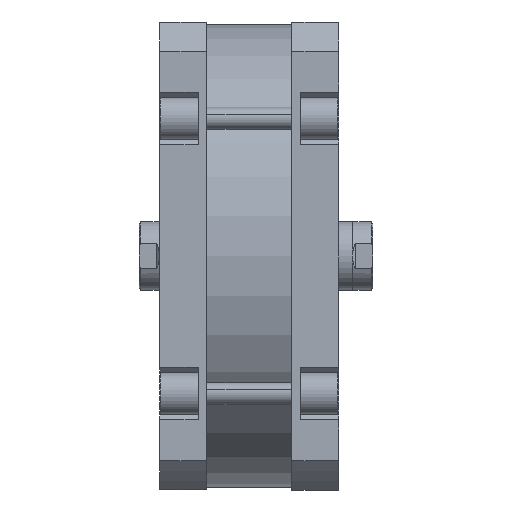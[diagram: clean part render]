
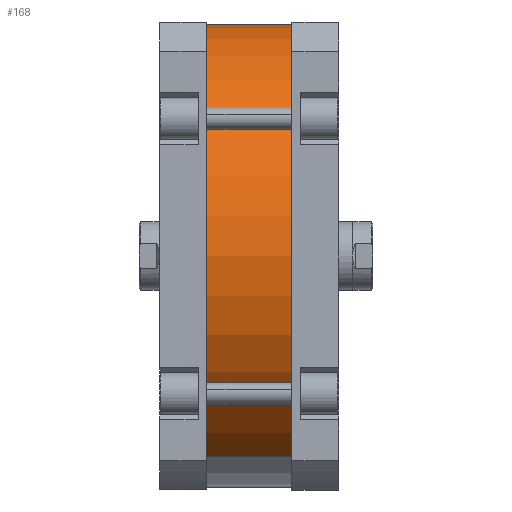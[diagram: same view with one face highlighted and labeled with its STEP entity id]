
A CAD part, front view. The second image highlights one B-rep face of the part: STEP entity #168.
In plain terms, the highlighted cylindrical face has radius 168 mm (diameter 336 mm), a partial arc.
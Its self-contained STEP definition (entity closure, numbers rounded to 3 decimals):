
#168 = ADVANCED_FACE ( 'NONE', ( #5701 ), #5700, .T. ) ;
#221 = VERTEX_POINT ( 'NONE', #1591 ) ;
#382 = VERTEX_POINT ( 'NONE', #1750 ) ;
#383 = VERTEX_POINT ( 'NONE', #1751 ) ;
#384 = VERTEX_POINT ( 'NONE', #1752 ) ;
#494 = AXIS2_PLACEMENT_3D ( 'NONE', #1429, #1428, #1427 ) ;
#542 = AXIS2_PLACEMENT_3D ( 'NONE', #1934, #1935, #1936 ) ;
#702 = AXIS2_PLACEMENT_3D ( 'NONE', #2913, #2915, #2916 ) ;
#1427 = DIRECTION ( 'NONE',  ( -1., 0., 0. ) ) ;
#1428 = DIRECTION ( 'NONE',  ( 0., 0., -1. ) ) ;
#1429 = CARTESIAN_POINT ( 'NONE',  ( 0., 0., 62. ) ) ;
#1591 = CARTESIAN_POINT ( 'NONE',  ( 168., 0., 0. ) ) ;
#1750 = CARTESIAN_POINT ( 'NONE',  ( 168., 0., 62. ) ) ;
#1751 = CARTESIAN_POINT ( 'NONE',  ( -168., 0., 0. ) ) ;
#1752 = CARTESIAN_POINT ( 'NONE',  ( -168., 0., 62. ) ) ;
#1934 = CARTESIAN_POINT ( 'NONE',  ( 0., 0., 0. ) ) ;
#1935 = DIRECTION ( 'NONE',  ( 0., 0., 1. ) ) ;
#1936 = DIRECTION ( 'NONE',  ( 1., 0., 0. ) ) ;
#2418 = CARTESIAN_POINT ( 'NONE',  ( -168., 0., 62. ) ) ;
#2427 = DIRECTION ( 'NONE',  ( 0., 0., -1. ) ) ;
#2620 = CARTESIAN_POINT ( 'NONE',  ( 168., 0., 62. ) ) ;
#2621 = DIRECTION ( 'NONE',  ( 0., 0., -1. ) ) ;
#2913 = CARTESIAN_POINT ( 'NONE',  ( 0., 0., 62. ) ) ;
#2915 = DIRECTION ( 'NONE',  ( 0., 0., 1. ) ) ;
#2916 = DIRECTION ( 'NONE',  ( 1., 0., 0. ) ) ;
#2991 = LINE ( 'NONE', #2620, #2992 ) ;
#2992 = VECTOR ( 'NONE', #2621, 1000. ) ;
#3183 = CIRCLE ( 'NONE', #702, 168. ) ;
#3776 = EDGE_CURVE ( 'NONE', #383, #221, #5858, .T. ) ;
#4009 = EDGE_CURVE ( 'NONE', #384, #383, #6166, .T. ) ;
#4100 = EDGE_CURVE ( 'NONE', #382, #221, #2991, .T. ) ;
#4239 = EDGE_CURVE ( 'NONE', #384, #382, #3183, .T. ) ;
#4336 = EDGE_LOOP ( 'NONE', ( #4539, #5274, #4548, #5290 ) ) ;
#4539 = ORIENTED_EDGE ( 'NONE', *, *, #4100, .F. ) ;
#4548 = ORIENTED_EDGE ( 'NONE', *, *, #4009, .T. ) ;
#5274 = ORIENTED_EDGE ( 'NONE', *, *, #4239, .F. ) ;
#5290 = ORIENTED_EDGE ( 'NONE', *, *, #3776, .T. ) ;
#5700 = CYLINDRICAL_SURFACE ( 'NONE', #494, 168. ) ;
#5701 = FACE_OUTER_BOUND ( 'NONE', #4336, .T. ) ;
#5858 = CIRCLE ( 'NONE', #542, 168. ) ;
#6156 = VECTOR ( 'NONE', #2427, 1000. ) ;
#6166 = LINE ( 'NONE', #2418, #6156 ) ;
